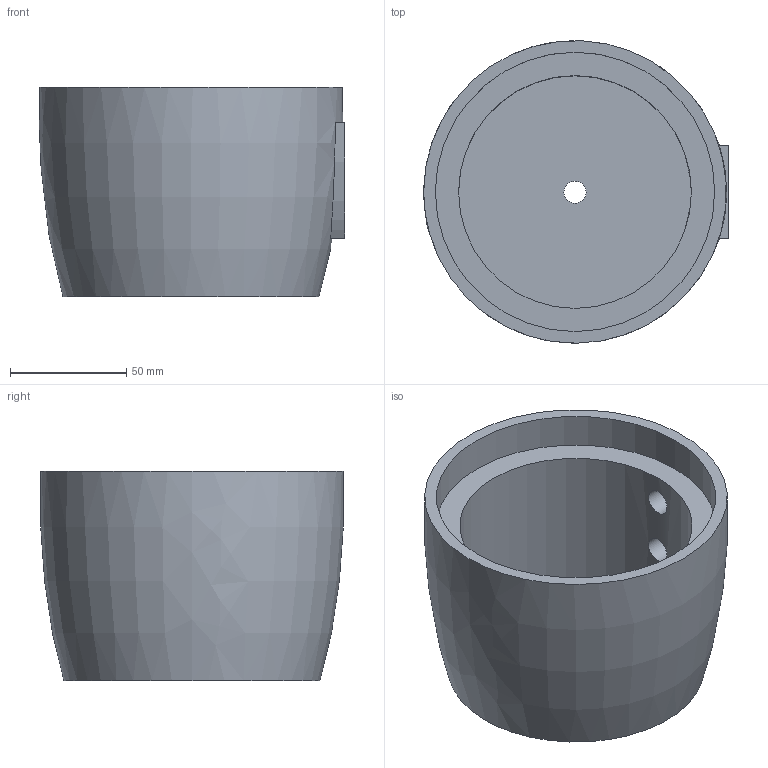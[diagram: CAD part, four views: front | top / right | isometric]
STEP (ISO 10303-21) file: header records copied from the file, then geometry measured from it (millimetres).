
FILE_DESCRIPTION(/* description */ ('STEP AP242','CAx-IF Rec.Pracs.---Representation and Presentation of Product Manufacturing Information (PMI)---4.0---2014-10-13','CAx-IF Rec.Pracs.---3D Tessellated Geometry---0.4---2014-09-14','2;1'),/* implementation_level */ '2;1');
FILE_NAME(/* name */ '67b63caf5f16a82ee5d94950',/* time_stamp */ '2025-02-19T20:18:56Z',/* author */ (''),/* organization */ (''),/* preprocessor_version */ 'ST-DEVELOPER v20',/* originating_system */ 'ONSHAPE BY PTC INC, 1.193',/* authorisation */ ' ');
FILE_SCHEMA (('AP242_MANAGED_MODEL_BASED_3D_ENGINEERING_MIM_LF { 1 0 10303 442 1 1 4 }'));
Length unit declared in the file: metre
Products named in the file (1): Part 1
Bounding box: 131.15 x 129.98 x 90 mm (x, y, z)
Volume: 384387.6 mm3; surface area: 87420.7 mm2
Topology: 1 solids, 1 shells, 15 faces, 30 edges, 20 vertices
Faces by surface type: plane 7, cylinder 5, bspline 3
Full cylindrical faces by diameter (mm): 9.525 x1, 11.113 x2, 100 x1, 120 x1
Entity records: 664 total; most frequent: CARTESIAN_POINT 357, ORIENTED_EDGE 48, DIRECTION 48, EDGE_LOOP 30, FACE_BOUND 30, EDGE_CURVE 24, AXIS2_PLACEMENT_3D 21, VERTEX_POINT 20
